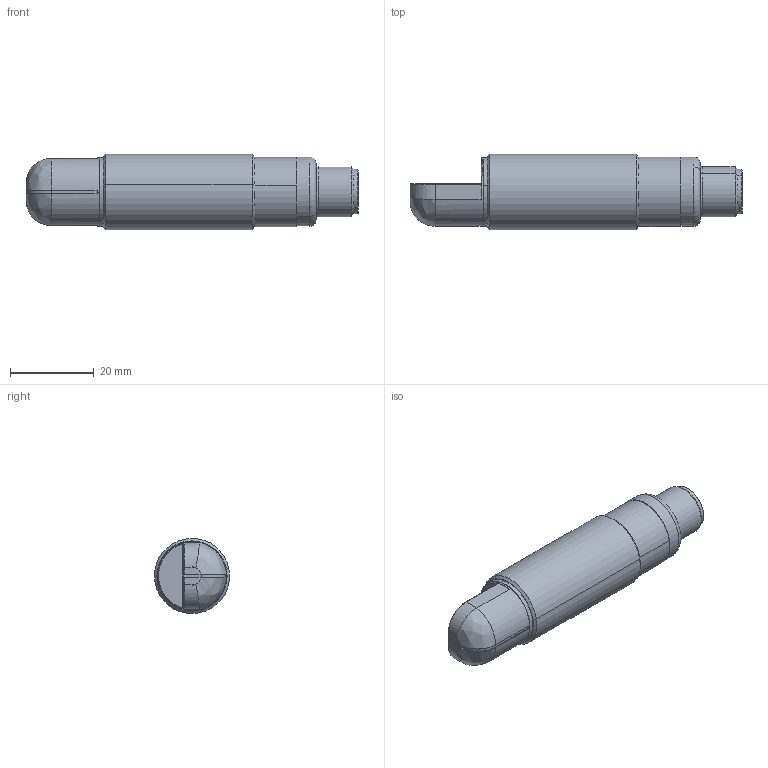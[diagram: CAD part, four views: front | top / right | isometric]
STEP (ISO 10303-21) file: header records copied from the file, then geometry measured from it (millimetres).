
FILE_DESCRIPTION((''),'2;1');
FILE_NAME('DM_CAD-2488_SW0001','2017-01-16T',('creinig-se'),(''),'PRO/ENGINEER BY PARAMETRIC TECHNOLOGY CORPORATION, 2015440','PRO/ENGINEER BY PARAMETRIC TECHNOLOGY CORPORATION, 2015440','');
FILE_SCHEMA(('CONFIG_CONTROL_DESIGN'));
Length unit declared in the file: millimetre
Products named in the file (1): DM_CAD-2488_SW0001
Bounding box: 79.45 x 17.99 x 17.99 mm (x, y, z)
Volume: 15070.2 mm3; surface area: 5147.1 mm2
Topology: 1 solids, 1 shells, 144 faces, 341 edges, 214 vertices
Faces by surface type: cylinder 64, plane 35, bspline 19, torus 14, cone 12
Entity records: 6133 total; most frequent: CARTESIAN_POINT 1697, DIRECTION 745, ORIENTED_EDGE 682, EDGE_CURVE 341, AXIS2_PLACEMENT_3D 315, VERTEX_POINT 214, CIRCLE 190, EDGE_LOOP 159
